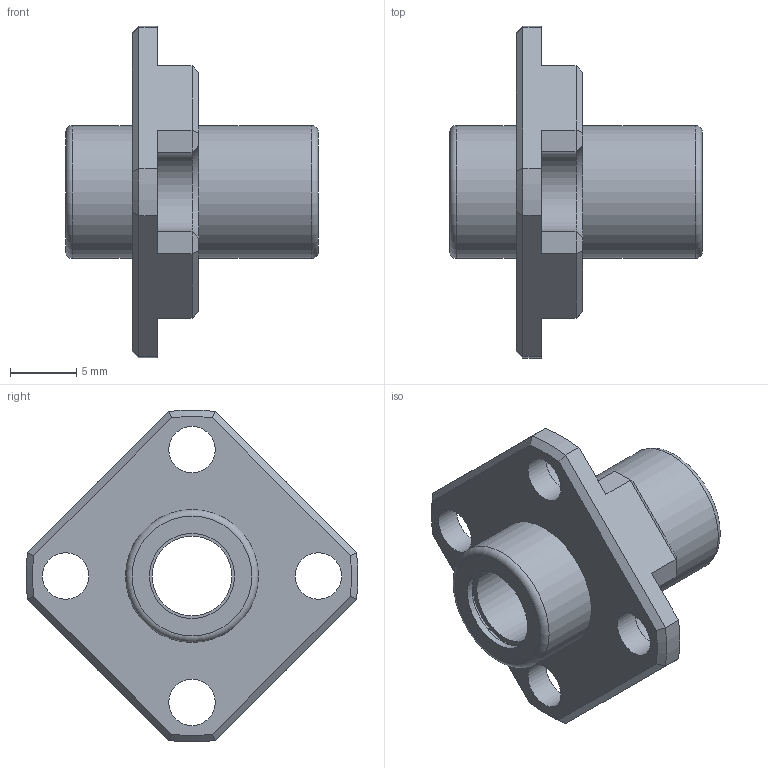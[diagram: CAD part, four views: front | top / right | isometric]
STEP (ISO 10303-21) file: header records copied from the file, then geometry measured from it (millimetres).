
FILE_DESCRIPTION(/* description */ ('STEP AP203'),/* implementation_level */ '2;1');
FILE_NAME(/* name */ 'LMSKP6UU',/* time_stamp */ '2022-08-22T03:34:49+02:00',/* author */ ('License CC BY-ND 4.0'),/* organization */ ('CADENAS'),/* preprocessor_version */ 'ST-DEVELOPER v18.102',/* originating_system */ 'PARTsolutions',/* authorisation */ ' ');
FILE_SCHEMA (('CONFIG_CONTROL_DESIGN'));
Length unit declared in the file: millimetre
Products named in the file (1): LMSKP6UU
Bounding box: 19 x 24.97 x 24.97 mm (x, y, z)
Volume: 1994.5 mm3; surface area: 1869.3 mm2
Topology: 1 solids, 1 shells, 69 faces, 157 edges, 96 vertices
Faces by surface type: plane 40, cylinder 19, cone 8, torus 2
Full cylindrical faces by diameter (mm): 3.5 x4, 6 x1, 6.4 x2, 6.8 x2, 10 x2
Entity records: 1912 total; most frequent: CARTESIAN_POINT 358, DIRECTION 316, ORIENTED_EDGE 288, EDGE_CURVE 144, AXIS2_PLACEMENT_3D 118, EDGE_LOOP 98, FACE_BOUND 98, VERTEX_POINT 96
